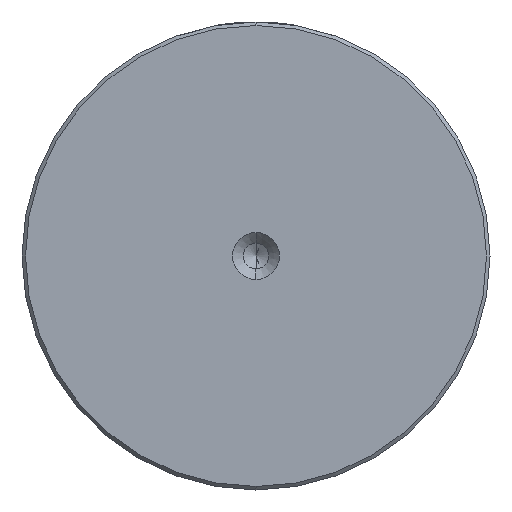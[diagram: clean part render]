
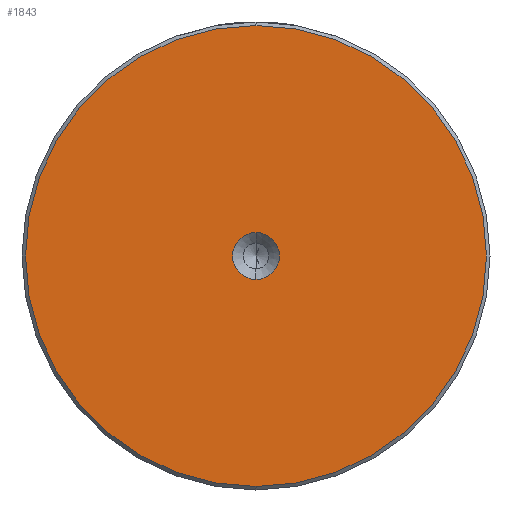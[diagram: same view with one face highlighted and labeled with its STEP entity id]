
A CAD part, left-side view. The second image highlights one B-rep face of the part: STEP entity #1843.
In plain terms, the highlighted planar face has unit normal (-1, 0, 0).
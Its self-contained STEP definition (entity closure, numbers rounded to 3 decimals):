
#84 = EDGE_CURVE ( 'NONE', #1803, #2679, #227, .T. ) ;
#176 = EDGE_CURVE ( 'NONE', #2679, #1803, #1120, .T. ) ;
#213 = FACE_OUTER_BOUND ( 'NONE', #394, .T. ) ;
#227 = CIRCLE ( 'NONE', #2208, 32.5 ) ;
#282 = CIRCLE ( 'NONE', #2552, 3.3 ) ;
#357 = EDGE_CURVE ( 'NONE', #1852, #649, #282, .T. ) ;
#394 = EDGE_LOOP ( 'NONE', ( #1116, #767 ) ) ;
#455 = ORIENTED_EDGE ( 'NONE', *, *, #357, .F. ) ;
#573 = DIRECTION ( 'NONE',  ( 0., 0., 1. ) ) ;
#612 = AXIS2_PLACEMENT_3D ( 'NONE', #1689, #1682, #1660 ) ;
#649 = VERTEX_POINT ( 'NONE', #1712 ) ;
#651 = ORIENTED_EDGE ( 'NONE', *, *, #1241, .F. ) ;
#707 = FACE_BOUND ( 'NONE', #1723, .T. ) ;
#767 = ORIENTED_EDGE ( 'NONE', *, *, #176, .T. ) ;
#783 = AXIS2_PLACEMENT_3D ( 'NONE', #1414, #1837, #573 ) ;
#794 = CARTESIAN_POINT ( 'NONE',  ( 0., 0., -3.3 ) ) ;
#921 = DIRECTION ( 'NONE',  ( -1., 0., 0. ) ) ;
#994 = PLANE ( 'NONE',  #783 ) ;
#1116 = ORIENTED_EDGE ( 'NONE', *, *, #84, .T. ) ;
#1120 = CIRCLE ( 'NONE', #612, 32.5 ) ;
#1241 = EDGE_CURVE ( 'NONE', #649, #1852, #2470, .T. ) ;
#1389 = CARTESIAN_POINT ( 'NONE',  ( 0., 0., -32.5 ) ) ;
#1414 = CARTESIAN_POINT ( 'NONE',  ( 0., 0., 0. ) ) ;
#1660 = DIRECTION ( 'NONE',  ( 0., 0., 1. ) ) ;
#1682 = DIRECTION ( 'NONE',  ( -1., 0., 0. ) ) ;
#1689 = CARTESIAN_POINT ( 'NONE',  ( 0., 0., 0. ) ) ;
#1712 = CARTESIAN_POINT ( 'NONE',  ( 0., 0., 3.3 ) ) ;
#1723 = EDGE_LOOP ( 'NONE', ( #651, #455 ) ) ;
#1803 = VERTEX_POINT ( 'NONE', #1389 ) ;
#1837 = DIRECTION ( 'NONE',  ( -1., 0., 0. ) ) ;
#1843 = ADVANCED_FACE ( 'NONE', ( #213, #707 ), #994, .T. ) ;
#1852 = VERTEX_POINT ( 'NONE', #794 ) ;
#2001 = AXIS2_PLACEMENT_3D ( 'NONE', #2183, #921, #2382 ) ;
#2183 = CARTESIAN_POINT ( 'NONE',  ( 0., 0., 0. ) ) ;
#2202 = CARTESIAN_POINT ( 'NONE',  ( 0., 0., 32.5 ) ) ;
#2208 = AXIS2_PLACEMENT_3D ( 'NONE', #2324, #2311, #2305 ) ;
#2305 = DIRECTION ( 'NONE',  ( 0., 0., 1. ) ) ;
#2311 = DIRECTION ( 'NONE',  ( -1., 0., 0. ) ) ;
#2324 = CARTESIAN_POINT ( 'NONE',  ( 0., 0., 0. ) ) ;
#2360 = DIRECTION ( 'NONE',  ( 0., 0., 1. ) ) ;
#2382 = DIRECTION ( 'NONE',  ( 0., 0., 1. ) ) ;
#2470 = CIRCLE ( 'NONE', #2001, 3.3 ) ;
#2544 = DIRECTION ( 'NONE',  ( -1., 0., 0. ) ) ;
#2548 = CARTESIAN_POINT ( 'NONE',  ( 0., 0., 0. ) ) ;
#2552 = AXIS2_PLACEMENT_3D ( 'NONE', #2548, #2544, #2360 ) ;
#2679 = VERTEX_POINT ( 'NONE', #2202 ) ;
